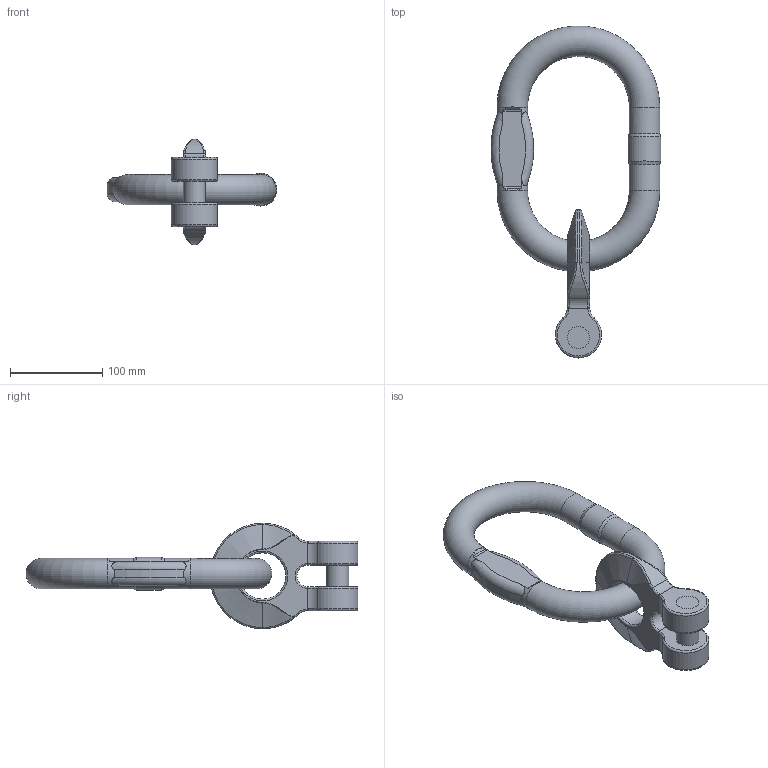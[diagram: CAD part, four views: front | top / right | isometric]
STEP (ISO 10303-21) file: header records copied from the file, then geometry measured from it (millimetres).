
FILE_DESCRIPTION(/* description */ (''),/* implementation_level */ '2;1');
FILE_NAME(/* name */ 'pewag_KAGW_1-19_20',/* time_stamp */ '2010-03-01T14:06:50+01:00',/* author */ (''),/* organization */ (''),/* preprocessor_version */ 'ST-DEVELOPER v9',/* originating_system */ 'UGS - NX 4.0',/* authorisation */ '');
FILE_SCHEMA (('AUTOMOTIVE_DESIGN { 1 0 10303 214 1 1 1 1 }'));
Length unit declared in the file: millimetre
Products named in the file (1): ritC3FElcmr
Bounding box: 183.73 x 358.89 x 114 mm (x, y, z)
Volume: 812418.5 mm3; surface area: 114045.2 mm2
Topology: 3 solids, 3 shells, 320 faces, 840 edges, 540 vertices
Faces by surface type: plane 113, extrusion 112, bspline 32, torus 30, cylinder 27, sphere 4, cone 2
Full cylindrical faces by diameter (mm): 24 x3, 33 x2, 35.475 x1, 50 x1
Entity records: 12075 total; most frequent: CARTESIAN_POINT 5053, ORIENTED_EDGE 1634, DIRECTION 1014, EDGE_CURVE 817, VERTEX_POINT 534, B_SPLINE_CURVE_WITH_KNOTS 505, VECTOR 412, EDGE_LOOP 359
